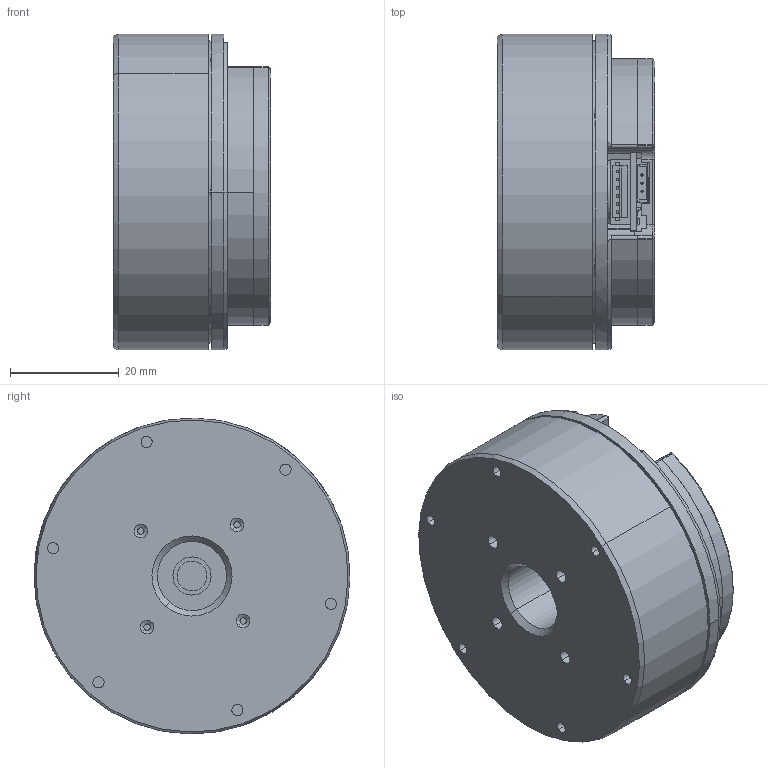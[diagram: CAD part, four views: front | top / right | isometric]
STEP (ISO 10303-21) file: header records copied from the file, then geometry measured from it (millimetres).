
FILE_DESCRIPTION (( 'STEP AP214' ), '1' );
FILE_NAME ('MS6010-3D.STEP', '2023-02-28T05:48:43', ( '' ), ( 'HP' ), 'SwSTEP 2.0', 'SolidWorks 2020', '' );
FILE_SCHEMA (( 'AUTOMOTIVE_DESIGN' ));
Length unit declared in the file: millimetre
Products named in the file (1): MS6010-3D
Bounding box: 29 x 58 x 58 mm (x, y, z)
Surface area: 26375.7 mm2 (no closed solid volume)
Topology: 0 solids, 62 shells, 1275 faces, 3228 edges, 2094 vertices
Faces by surface type: plane 630, cylinder 387, bspline 161, cone 89, torus 6, sphere 2
Entity records: 56710 total; most frequent: CARTESIAN_POINT 12249, ORIENTED_EDGE 6352, DIRECTION 5864, EDGE_CURVE 3196, VERTEX_POINT 2094, AXIS2_PLACEMENT_3D 2021, VECTOR 1822, LINE 1822
